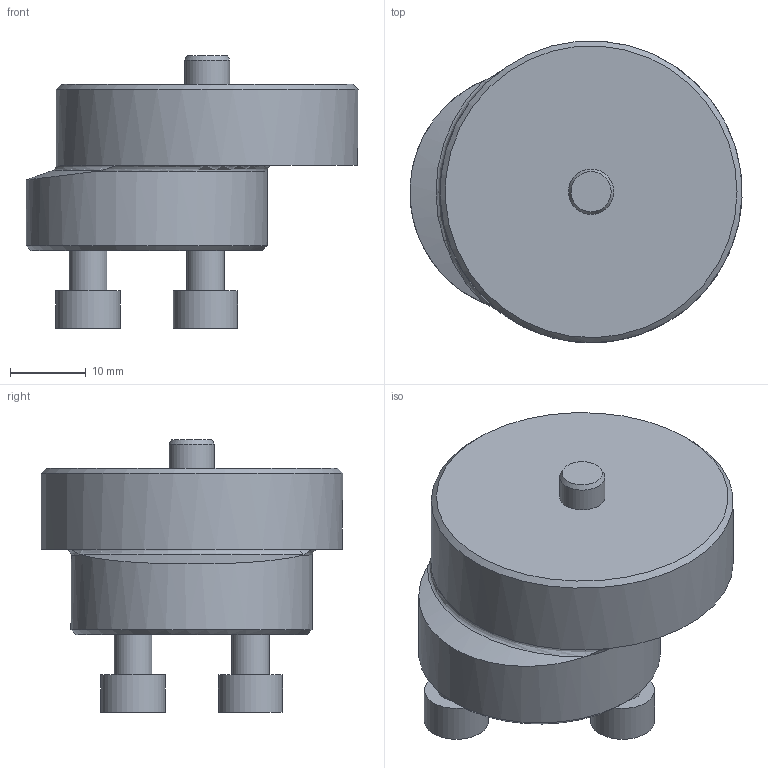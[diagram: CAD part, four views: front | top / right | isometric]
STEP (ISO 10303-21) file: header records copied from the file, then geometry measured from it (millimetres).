
FILE_DESCRIPTION(/* description */ (''),/* implementation_level */ '2;1');
FILE_NAME(/* name */ '1529305217708.stp',/* time_stamp */ '2018-06-18T09:00:24+02:00',/* author */ (''),/* organization */ ('SMS'),/* preprocessor_version */ 'ST-DEVELOPER v15',/* originating_system */ 'SIEMENS PLM Software NX 8.5',/* authorisation */ '');
FILE_SCHEMA (('AUTOMOTIVE_DESIGN { 1 0 10303 214 3 1 1 1 }'));
Length unit declared in the file: millimetre
Products named in the file (1): 570-40_22-32
Bounding box: 43.97 x 39.94 x 36.15 mm (x, y, z)
Volume: 23655.8 mm3; surface area: 5980.8 mm2
Topology: 1 solids, 1 shells, 25 faces, 48 edges, 35 vertices
Faces by surface type: plane 10, cylinder 9, cone 4, torus 2
Full cylindrical faces by diameter (mm): 5 x3, 6 x1, 8.5 x3, 32 x1, 40 x1
Entity records: 615 total; most frequent: CARTESIAN_POINT 112, DIRECTION 108, ORIENTED_EDGE 58, AXIS2_PLACEMENT_3D 54, EDGE_LOOP 44, FACE_BOUND 36, EDGE_CURVE 29, ADVANCED_FACE 25
